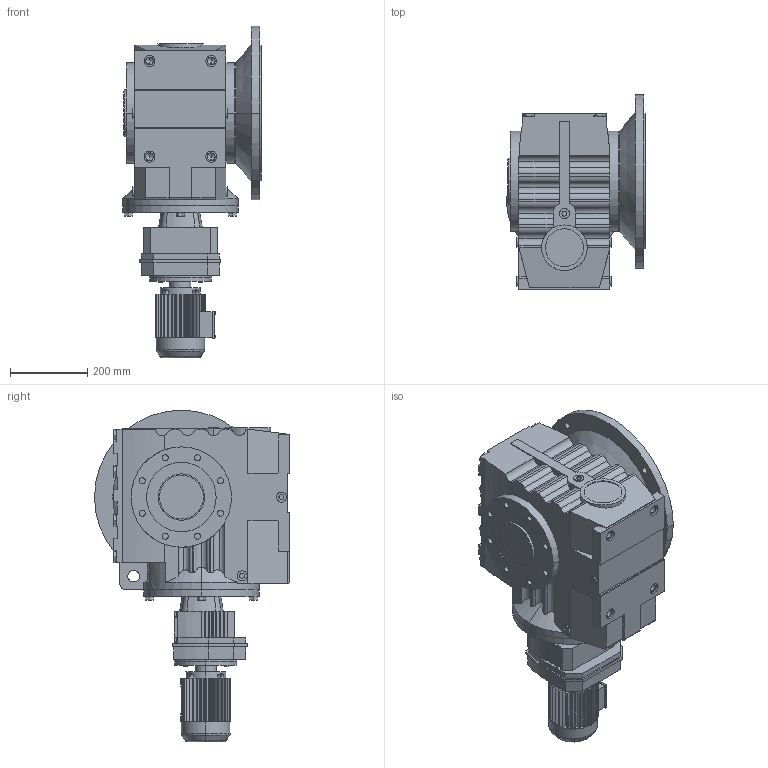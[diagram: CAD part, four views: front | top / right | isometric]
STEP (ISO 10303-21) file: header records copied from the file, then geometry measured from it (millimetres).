
FILE_DESCRIPTION(('Open CASCADE Model'),'2;1');
FILE_NAME('Open CASCADE Shape Model','2019-08-20T17:51:58',('Author'),( 'Open CASCADE'),'Open CASCADE STEP processor 6.3','Open CASCADE 6.3' ,'Unknown');
FILE_SCHEMA(('AUTOMOTIVE_DESIGN_CC2 { 1 2 10303 214 -1 1 5 4 }'));
Length unit declared in the file: millimetre
Products named in the file (6): 1_SAF97R57-Y63M-70-A; SA47‵97_97.step; 萇儂_160_Y63M.step; R_97_57.step; す瑩諾陑粣S_97_70.step; 楊擘S_97_450_SAF.step
Assembly tree (5 placements, depth 2):
  1_SAF97R57-Y63M-70-A
    SA47‵97_97.step
    萇儂_160_Y63M.step
    R_97_57.step
    す瑩諾陑粣S_97_70.step
    楊擘S_97_450_SAF.step
Bounding box: 360 x 505 x 859 mm (x, y, z)
Volume: 53853240.2 mm3; surface area: 2110800.7 mm2
Topology: 5 solids, 5 shells, 1091 faces, 2864 edges, 1866 vertices
Faces by surface type: plane 719, cylinder 341, cone 27, torus 4
Entity records: 79941 total; most frequent: CARTESIAN_POINT 25652, DIRECTION 9310, ORIENTED_EDGE 5712, PCURVE 5712, DEFINITIONAL_REPRESENTATION 5712, LINE 5086, VECTOR 5086, EDGE_CURVE 2856
